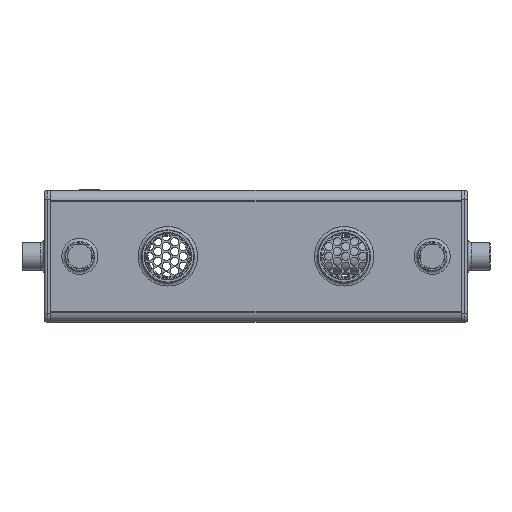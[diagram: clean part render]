
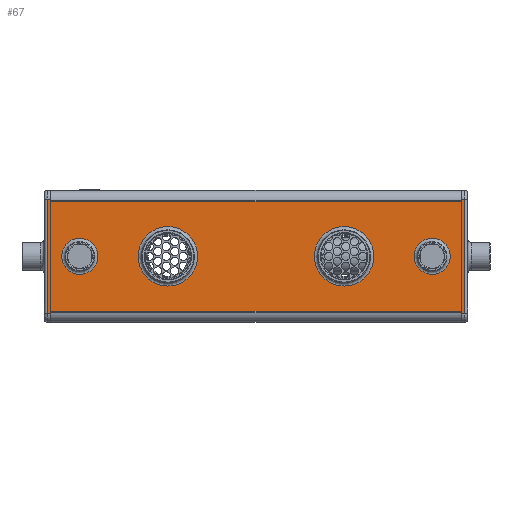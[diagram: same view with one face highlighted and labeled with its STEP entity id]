
A CAD part, left-side view. The second image highlights one B-rep face of the part: STEP entity #67.
In plain terms, the highlighted planar face has unit normal (-1, 0, 0).
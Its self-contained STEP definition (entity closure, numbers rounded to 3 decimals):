
#67=ADVANCED_FACE('',(#7474,#7476,#7478,#7480,#7482),#7484,.T.);
#7474=FACE_BOUND('',#7475,.T.);
#7475=EDGE_LOOP('',(#16819,#16820,#16821,#16822,#16823,#16824,#16825,#16826,#16827,
#16828,#16829,#16830,#16831,#16832,#16833,#16834));
#7476=FACE_BOUND('',#7477,.T.);
#7477=EDGE_LOOP('',(#16835));
#7478=FACE_BOUND('',#7479,.T.);
#7479=EDGE_LOOP('',(#16836));
#7480=FACE_BOUND('',#7481,.T.);
#7481=EDGE_LOOP('',(#16837));
#7482=FACE_BOUND('',#7483,.T.);
#7483=EDGE_LOOP('',(#16838));
#7484=PLANE('',#7485);
#7485=AXIS2_PLACEMENT_3D('',#7486,#7487,#7488);
#7486=CARTESIAN_POINT('',(-60.,0.,-69.967));
#7487=DIRECTION('',(-1.,0.,0.));
#7488=DIRECTION('',(0.,0.,1.));
#16819=ORIENTED_EDGE('',*,*,#20483,.T.);
#16820=ORIENTED_EDGE('',*,*,#20484,.T.);
#16821=ORIENTED_EDGE('',*,*,#20485,.T.);
#16822=ORIENTED_EDGE('',*,*,#20486,.T.);
#16823=ORIENTED_EDGE('',*,*,#20487,.F.);
#16824=ORIENTED_EDGE('',*,*,#20488,.F.);
#16825=ORIENTED_EDGE('',*,*,#20489,.F.);
#16826=ORIENTED_EDGE('',*,*,#20490,.T.);
#16827=ORIENTED_EDGE('',*,*,#20491,.F.);
#16828=ORIENTED_EDGE('',*,*,#20492,.F.);
#16829=ORIENTED_EDGE('',*,*,#20493,.T.);
#16830=ORIENTED_EDGE('',*,*,#20494,.T.);
#16831=ORIENTED_EDGE('',*,*,#20495,.F.);
#16832=ORIENTED_EDGE('',*,*,#20496,.F.);
#16833=ORIENTED_EDGE('',*,*,#20497,.F.);
#16834=ORIENTED_EDGE('',*,*,#20498,.F.);
#16835=ORIENTED_EDGE('',*,*,#20499,.F.);
#16836=ORIENTED_EDGE('',*,*,#20500,.F.);
#16837=ORIENTED_EDGE('',*,*,#20501,.F.);
#16838=ORIENTED_EDGE('',*,*,#20502,.F.);
#20483=EDGE_CURVE('',#22318,#22319,#22320,.T.);
#20484=EDGE_CURVE('',#22319,#22321,#22322,.T.);
#20485=EDGE_CURVE('',#22321,#22323,#22324,.T.);
#20486=EDGE_CURVE('',#22323,#22325,#22326,.F.);
#20487=EDGE_CURVE('',#22327,#22325,#22328,.T.);
#20488=EDGE_CURVE('',#22329,#22327,#22330,.F.);
#20489=EDGE_CURVE('',#22331,#22329,#22332,.T.);
#20490=EDGE_CURVE('',#22331,#22333,#22334,.T.);
#20491=EDGE_CURVE('',#22335,#22333,#22336,.T.);
#20492=EDGE_CURVE('',#22337,#22335,#22338,.T.);
#20493=EDGE_CURVE('',#22337,#22339,#22340,.T.);
#20494=EDGE_CURVE('',#22339,#22341,#22342,.F.);
#20495=EDGE_CURVE('',#22343,#22341,#22344,.T.);
#20496=EDGE_CURVE('',#22345,#22343,#22346,.F.);
#20497=EDGE_CURVE('',#22347,#22345,#22348,.T.);
#20498=EDGE_CURVE('',#22318,#22347,#22349,.T.);
#20499=EDGE_CURVE('',#22350,#22350,#22351,.T.);
#20500=EDGE_CURVE('',#22352,#22352,#22353,.T.);
#20501=EDGE_CURVE('',#22354,#22354,#22355,.T.);
#20502=EDGE_CURVE('',#22356,#22356,#22357,.T.);
#22318=VERTEX_POINT('',#25603);
#22319=VERTEX_POINT('',#25604);
#22320=LINE('',#25605,#25606);
#22321=VERTEX_POINT('',#25608);
#22322=LINE('',#25609,#25610);
#22323=VERTEX_POINT('',#25612);
#22324=LINE('',#25613,#25614);
#22325=VERTEX_POINT('',#25616);
#22326=LINE('',#25617,#25618);
#22327=VERTEX_POINT('',#25620);
#22328=LINE('',#25621,#25622);
#22329=VERTEX_POINT('',#25624);
#22330=LINE('',#25625,#25626);
#22331=VERTEX_POINT('',#25628);
#22332=LINE('',#25629,#25630);
#22333=VERTEX_POINT('',#25632);
#22334=LINE('',#25633,#25634);
#22335=VERTEX_POINT('',#25636);
#22336=LINE('',#25637,#25638);
#22337=VERTEX_POINT('',#25640);
#22338=LINE('',#25641,#25642);
#22339=VERTEX_POINT('',#25644);
#22340=LINE('',#25645,#25646);
#22341=VERTEX_POINT('',#25648);
#22342=LINE('',#25649,#25650);
#22343=VERTEX_POINT('',#25652);
#22344=LINE('',#25653,#25654);
#22345=VERTEX_POINT('',#25656);
#22346=LINE('',#25657,#25658);
#22347=VERTEX_POINT('',#25660);
#22348=LINE('',#25661,#25662);
#22349=LINE('',#25664,#25665);
#22350=VERTEX_POINT('',#25667);
#22351=CIRCLE('',#25668,16.4);
#22352=VERTEX_POINT('',#25672);
#22353=CIRCLE('',#25673,27.);
#22354=VERTEX_POINT('',#25677);
#22355=CIRCLE('',#25678,27.);
#22356=VERTEX_POINT('',#25682);
#22357=CIRCLE('',#25683,16.4);
#25603=CARTESIAN_POINT('',(-60.,0.,30.033));
#25604=CARTESIAN_POINT('',(-60.,373.,30.033));
#25605=CARTESIAN_POINT('',(-60.,0.,30.033));
#25606=VECTOR('',#25607,1.);
#25607=DIRECTION('',(0.,1.,0.));
#25608=CARTESIAN_POINT('',(-60.,373.,32.033));
#25609=CARTESIAN_POINT('',(-60.,373.,30.033));
#25610=VECTOR('',#25611,1.);
#25611=DIRECTION('',(0.,0.,1.));
#25612=CARTESIAN_POINT('',(-60.,376.04,32.033));
#25613=CARTESIAN_POINT('',(-60.,373.,32.033));
#25614=VECTOR('',#25615,1.);
#25615=DIRECTION('',(0.,1.,0.));
#25616=CARTESIAN_POINT('',(-60.,376.042,32.033));
#25617=CARTESIAN_POINT('',(-60.,376.042,32.033));
#25618=VECTOR('',#25619,1.);
#25619=DIRECTION('',(0.,-1.,0.));
#25620=CARTESIAN_POINT('',(-60.,376.042,-71.967));
#25621=CARTESIAN_POINT('',(-60.,376.042,-71.967));
#25622=VECTOR('',#25623,1.);
#25623=DIRECTION('',(0.,0.,1.));
#25624=CARTESIAN_POINT('',(-60.,376.04,-71.967));
#25625=CARTESIAN_POINT('',(-60.,376.042,-71.967));
#25626=VECTOR('',#25627,1.);
#25627=DIRECTION('',(0.,-1.,0.));
#25628=CARTESIAN_POINT('',(-60.,373.,-71.967));
#25629=CARTESIAN_POINT('',(-60.,373.,-71.967));
#25630=VECTOR('',#25631,1.);
#25631=DIRECTION('',(0.,1.,0.));
#25632=CARTESIAN_POINT('',(-60.,373.,-69.967));
#25633=CARTESIAN_POINT('',(-60.,373.,-71.967));
#25634=VECTOR('',#25635,1.);
#25635=DIRECTION('',(0.,0.,1.));
#25636=CARTESIAN_POINT('',(-60.,0.,-69.967));
#25637=CARTESIAN_POINT('',(-60.,0.,-69.967));
#25638=VECTOR('',#25639,1.);
#25639=DIRECTION('',(0.,1.,0.));
#25640=CARTESIAN_POINT('',(-60.,0.,-71.967));
#25641=CARTESIAN_POINT('',(-60.,0.,-71.967));
#25642=VECTOR('',#25643,1.);
#25643=DIRECTION('',(0.,0.,1.));
#25644=CARTESIAN_POINT('',(-60.,-3.04,-71.967));
#25645=CARTESIAN_POINT('',(-60.,0.,-71.967));
#25646=VECTOR('',#25647,1.);
#25647=DIRECTION('',(0.,-1.,0.));
#25648=CARTESIAN_POINT('',(-60.,-3.042,-71.967));
#25649=CARTESIAN_POINT('',(-60.,-3.042,-71.967));
#25650=VECTOR('',#25651,1.);
#25651=DIRECTION('',(0.,1.,0.));
#25652=CARTESIAN_POINT('',(-60.,-3.042,32.033));
#25653=CARTESIAN_POINT('',(-60.,-3.042,32.033));
#25654=VECTOR('',#25655,1.);
#25655=DIRECTION('',(0.,0.,-1.));
#25656=CARTESIAN_POINT('',(-60.,-3.04,32.033));
#25657=CARTESIAN_POINT('',(-60.,-3.042,32.033));
#25658=VECTOR('',#25659,1.);
#25659=DIRECTION('',(0.,1.,0.));
#25660=CARTESIAN_POINT('',(-60.,0.,32.033));
#25661=CARTESIAN_POINT('',(-60.,0.,32.033));
#25662=VECTOR('',#25663,1.);
#25663=DIRECTION('',(0.,-1.,0.));
#25664=CARTESIAN_POINT('',(-60.,0.,30.033));
#25665=VECTOR('',#25666,1.);
#25666=DIRECTION('',(0.,0.,1.));
#25667=CARTESIAN_POINT('',(-60.,42.9,-19.967));
#25668=AXIS2_PLACEMENT_3D('',#25669,#25670,#25671);
#25669=CARTESIAN_POINT('',(-60.,26.5,-19.967));
#25670=DIRECTION('',(-1.,0.,0.));
#25671=DIRECTION('',(0.,1.,0.));
#25672=CARTESIAN_POINT('',(-60.,79.5,-19.967));
#25673=AXIS2_PLACEMENT_3D('',#25674,#25675,#25676);
#25674=CARTESIAN_POINT('',(-60.,106.5,-19.967));
#25675=DIRECTION('',(-1.,0.,0.));
#25676=DIRECTION('',(0.,-1.,0.));
#25677=CARTESIAN_POINT('',(-60.,239.5,-19.967));
#25678=AXIS2_PLACEMENT_3D('',#25679,#25680,#25681);
#25679=CARTESIAN_POINT('',(-60.,266.5,-19.967));
#25680=DIRECTION('',(-1.,0.,0.));
#25681=DIRECTION('',(0.,-1.,0.));
#25682=CARTESIAN_POINT('',(-60.,362.9,-19.967));
#25683=AXIS2_PLACEMENT_3D('',#25684,#25685,#25686);
#25684=CARTESIAN_POINT('',(-60.,346.5,-19.967));
#25685=DIRECTION('',(-1.,0.,0.));
#25686=DIRECTION('',(0.,1.,0.));
